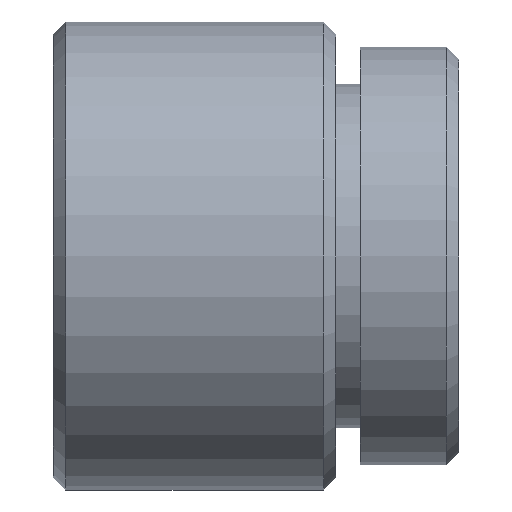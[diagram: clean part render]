
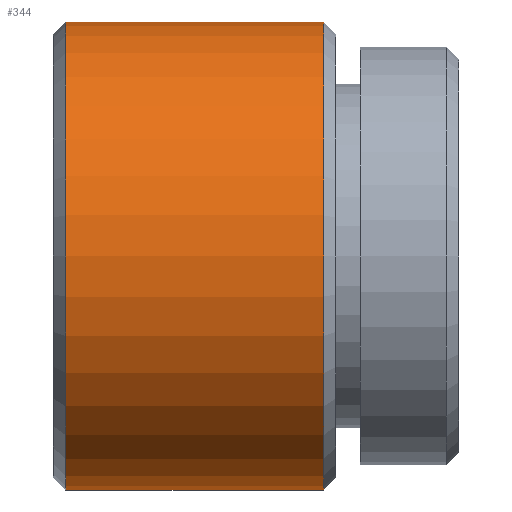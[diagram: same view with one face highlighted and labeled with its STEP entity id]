
A CAD part, left-side view. The second image highlights one B-rep face of the part: STEP entity #344.
In plain terms, the highlighted cylindrical face has radius 9.525 mm (diameter 19.05 mm), a partial arc.
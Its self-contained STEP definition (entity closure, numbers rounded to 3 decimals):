
#1 = ORIENTED_EDGE ( 'NONE', *, *, #732, .T. ) ;
#44 = AXIS2_PLACEMENT_3D ( 'NONE', #266, #274, #278 ) ;
#64 = ORIENTED_EDGE ( 'NONE', *, *, #832, .T. ) ;
#103 = CARTESIAN_POINT ( 'NONE',  ( 0., 16., 9.525 ) ) ;
#154 = DIRECTION ( 'NONE',  ( 0., 0., -1. ) ) ;
#191 = AXIS2_PLACEMENT_3D ( 'NONE', #273, #251, #239 ) ;
#192 = CYLINDRICAL_SURFACE ( 'NONE', #855, 9.525 ) ;
#198 = CARTESIAN_POINT ( 'NONE',  ( 0., 5.5, -9.525 ) ) ;
#227 = CARTESIAN_POINT ( 'NONE',  ( 0., 16., -9.525 ) ) ;
#231 = DIRECTION ( 'NONE',  ( 0., -1., 0. ) ) ;
#238 = DIRECTION ( 'NONE',  ( 0., -1., 0. ) ) ;
#239 = DIRECTION ( 'NONE',  ( 0., 0., 1. ) ) ;
#241 = CARTESIAN_POINT ( 'NONE',  ( 0., 0., 9.525 ) ) ;
#243 = CARTESIAN_POINT ( 'NONE',  ( 0., 0., 0. ) ) ;
#251 = DIRECTION ( 'NONE',  ( 0., -1., 0. ) ) ;
#257 = ORIENTED_EDGE ( 'NONE', *, *, #783, .F. ) ;
#266 = CARTESIAN_POINT ( 'NONE',  ( 0., 5.5, 0. ) ) ;
#273 = CARTESIAN_POINT ( 'NONE',  ( 0., 16., 0. ) ) ;
#274 = DIRECTION ( 'NONE',  ( 0., 1., 0. ) ) ;
#278 = DIRECTION ( 'NONE',  ( 0., 0., -1. ) ) ;
#283 = VERTEX_POINT ( 'NONE', #227 ) ;
#284 = CARTESIAN_POINT ( 'NONE',  ( 0., 0., -9.525 ) ) ;
#297 = DIRECTION ( 'NONE',  ( 0., -1., 0. ) ) ;
#344 = ADVANCED_FACE ( 'NONE', ( #779 ), #192, .T. ) ;
#422 = VERTEX_POINT ( 'NONE', #103 ) ;
#465 = CIRCLE ( 'NONE', #191, 9.525 ) ;
#550 = EDGE_LOOP ( 'NONE', ( #257, #1, #64, #854 ) ) ;
#595 = VECTOR ( 'NONE', #297, 1000. ) ;
#610 = LINE ( 'NONE', #284, #595 ) ;
#638 = VERTEX_POINT ( 'NONE', #675 ) ;
#675 = CARTESIAN_POINT ( 'NONE',  ( 0., 5.5, 9.525 ) ) ;
#688 = CIRCLE ( 'NONE', #44, 9.525 ) ;
#732 = EDGE_CURVE ( 'NONE', #422, #283, #465, .T. ) ;
#751 = VERTEX_POINT ( 'NONE', #198 ) ;
#765 = VECTOR ( 'NONE', #238, 1000. ) ;
#770 = LINE ( 'NONE', #241, #765 ) ;
#779 = FACE_OUTER_BOUND ( 'NONE', #550, .T. ) ;
#783 = EDGE_CURVE ( 'NONE', #422, #638, #770, .T. ) ;
#795 = EDGE_CURVE ( 'NONE', #751, #638, #688, .T. ) ;
#832 = EDGE_CURVE ( 'NONE', #283, #751, #610, .T. ) ;
#854 = ORIENTED_EDGE ( 'NONE', *, *, #795, .T. ) ;
#855 = AXIS2_PLACEMENT_3D ( 'NONE', #243, #231, #154 ) ;
